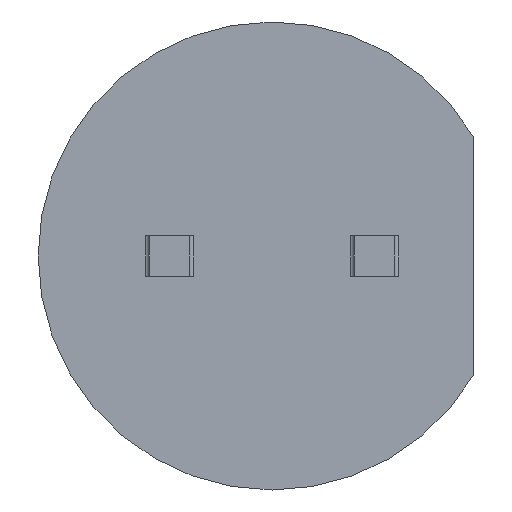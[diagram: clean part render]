
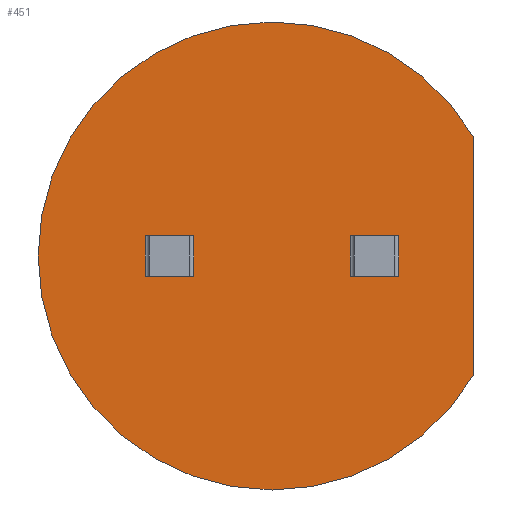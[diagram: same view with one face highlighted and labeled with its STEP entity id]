
A CAD part, front view. The second image highlights one B-rep face of the part: STEP entity #451.
In plain terms, the highlighted planar face has unit normal (0, -1, 0).
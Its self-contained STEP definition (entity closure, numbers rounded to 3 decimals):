
#15 = AXIS2_PLACEMENT_3D ( 'NONE', #67, #86, #548 ) ;
#18 = AXIS2_PLACEMENT_3D ( 'NONE', #1000, #186, #335 ) ;
#23 = DIRECTION ( 'NONE',  ( 0., 0., 1. ) ) ;
#28 = CARTESIAN_POINT ( 'NONE',  ( 2.5, 0., 1.47 ) ) ;
#31 = ORIENTED_EDGE ( 'NONE', *, *, #859, .F. ) ;
#54 = DIRECTION ( 'NONE',  ( 0., 0., -1. ) ) ;
#58 = VECTOR ( 'NONE', #751, 1000. ) ;
#67 = CARTESIAN_POINT ( 'NONE',  ( 0., 0., 0. ) ) ;
#86 = DIRECTION ( 'NONE',  ( 0., -1., 0. ) ) ;
#97 = CARTESIAN_POINT ( 'NONE',  ( 0., 0., 0. ) ) ;
#110 = DIRECTION ( 'NONE',  ( 0., 0., 1. ) ) ;
#115 = DIRECTION ( 'NONE',  ( 1., 0., 0. ) ) ;
#160 = ORIENTED_EDGE ( 'NONE', *, *, #524, .F. ) ;
#168 = EDGE_LOOP ( 'NONE', ( #961, #160, #772, #31 ) ) ;
#172 = ORIENTED_EDGE ( 'NONE', *, *, #505, .F. ) ;
#176 = EDGE_CURVE ( 'NONE', #1147, #1003, #662, .T. ) ;
#186 = DIRECTION ( 'NONE',  ( 0., 1., 0. ) ) ;
#188 = EDGE_LOOP ( 'NONE', ( #407, #212, #172, #819 ) ) ;
#193 = EDGE_CURVE ( 'NONE', #248, #1022, #681, .T. ) ;
#212 = ORIENTED_EDGE ( 'NONE', *, *, #933, .F. ) ;
#227 = ORIENTED_EDGE ( 'NONE', *, *, #549, .F. ) ;
#234 = VERTEX_POINT ( 'NONE', #1085 ) ;
#248 = VERTEX_POINT ( 'NONE', #709 ) ;
#274 = LINE ( 'NONE', #922, #1060 ) ;
#287 = PLANE ( 'NONE',  #15 ) ;
#292 = CARTESIAN_POINT ( 'NONE',  ( 1.02, 0., 0.25 ) ) ;
#310 = CARTESIAN_POINT ( 'NONE',  ( 2.5, 0., -1.47 ) ) ;
#324 = VERTEX_POINT ( 'NONE', #755 ) ;
#329 = VECTOR ( 'NONE', #115, 1000. ) ;
#330 = VECTOR ( 'NONE', #677, 1000. ) ;
#334 = DIRECTION ( 'NONE',  ( 0., 0., 1. ) ) ;
#335 = DIRECTION ( 'NONE',  ( 0., 0., 1. ) ) ;
#345 = VECTOR ( 'NONE', #110, 1000. ) ;
#348 = CARTESIAN_POINT ( 'NONE',  ( 1.02, 0., -0.25 ) ) ;
#357 = CIRCLE ( 'NONE', #928, 2.9 ) ;
#385 = CARTESIAN_POINT ( 'NONE',  ( -1.02, 0., 0.25 ) ) ;
#391 = VERTEX_POINT ( 'NONE', #785 ) ;
#403 = EDGE_LOOP ( 'NONE', ( #809, #227, #1041, #644 ) ) ;
#407 = ORIENTED_EDGE ( 'NONE', *, *, #176, .T. ) ;
#447 = CIRCLE ( 'NONE', #18, 2.9 ) ;
#451 = ADVANCED_FACE ( 'NONE', ( #1054, #664, #1056 ), #287, .T. ) ;
#456 = EDGE_CURVE ( 'NONE', #719, #324, #274, .T. ) ;
#457 = DIRECTION ( 'NONE',  ( 0., 0., 1. ) ) ;
#471 = AXIS2_PLACEMENT_3D ( 'NONE', #97, #890, #23 ) ;
#478 = CARTESIAN_POINT ( 'NONE',  ( 1.52, 0., 0.25 ) ) ;
#481 = CARTESIAN_POINT ( 'NONE',  ( 0., 0., 0. ) ) ;
#485 = CARTESIAN_POINT ( 'NONE',  ( -1.02, 0., -0.25 ) ) ;
#505 = EDGE_CURVE ( 'NONE', #1027, #976, #357, .T. ) ;
#506 = EDGE_CURVE ( 'NONE', #1147, #1027, #1152, .T. ) ;
#524 = EDGE_CURVE ( 'NONE', #1022, #234, #689, .T. ) ;
#535 = DIRECTION ( 'NONE',  ( 0., 1., 0. ) ) ;
#538 = EDGE_CURVE ( 'NONE', #620, #391, #1112, .T. ) ;
#548 = DIRECTION ( 'NONE',  ( 0., 0., -1. ) ) ;
#549 = EDGE_CURVE ( 'NONE', #324, #620, #724, .T. ) ;
#566 = CARTESIAN_POINT ( 'NONE',  ( 0., 0., 2.9 ) ) ;
#607 = CARTESIAN_POINT ( 'NONE',  ( -1.02, 0., 0.25 ) ) ;
#618 = DIRECTION ( 'NONE',  ( -1., 0., 0. ) ) ;
#620 = VERTEX_POINT ( 'NONE', #478 ) ;
#629 = CARTESIAN_POINT ( 'NONE',  ( -1.52, 0., -0.25 ) ) ;
#644 = ORIENTED_EDGE ( 'NONE', *, *, #1130, .F. ) ;
#662 = LINE ( 'NONE', #310, #678 ) ;
#664 = FACE_BOUND ( 'NONE', #168, .T. ) ;
#677 = DIRECTION ( 'NONE',  ( -1., 0., 0. ) ) ;
#678 = VECTOR ( 'NONE', #457, 1000. ) ;
#681 = LINE ( 'NONE', #937, #692 ) ;
#689 = LINE ( 'NONE', #607, #700 ) ;
#692 = VECTOR ( 'NONE', #1035, 1000. ) ;
#700 = VECTOR ( 'NONE', #618, 1000. ) ;
#709 = CARTESIAN_POINT ( 'NONE',  ( -1.02, 0., -0.25 ) ) ;
#719 = VERTEX_POINT ( 'NONE', #348 ) ;
#724 = LINE ( 'NONE', #846, #345 ) ;
#751 = DIRECTION ( 'NONE',  ( 0., 0., -1. ) ) ;
#755 = CARTESIAN_POINT ( 'NONE',  ( 1.52, 0., -0.25 ) ) ;
#763 = CARTESIAN_POINT ( 'NONE',  ( -1.52, 0., 0.25 ) ) ;
#766 = VERTEX_POINT ( 'NONE', #629 ) ;
#772 = ORIENTED_EDGE ( 'NONE', *, *, #193, .F. ) ;
#785 = CARTESIAN_POINT ( 'NONE',  ( 1.02, 0., 0.25 ) ) ;
#790 = LINE ( 'NONE', #485, #329 ) ;
#809 = ORIENTED_EDGE ( 'NONE', *, *, #538, .F. ) ;
#819 = ORIENTED_EDGE ( 'NONE', *, *, #506, .F. ) ;
#822 = VECTOR ( 'NONE', #54, 1000. ) ;
#838 = LINE ( 'NONE', #763, #58 ) ;
#845 = LINE ( 'NONE', #292, #822 ) ;
#846 = CARTESIAN_POINT ( 'NONE',  ( 1.52, 0., 0.25 ) ) ;
#859 = EDGE_CURVE ( 'NONE', #766, #248, #790, .T. ) ;
#890 = DIRECTION ( 'NONE',  ( 0., 1., 0. ) ) ;
#894 = EDGE_CURVE ( 'NONE', #234, #766, #838, .T. ) ;
#922 = CARTESIAN_POINT ( 'NONE',  ( 1.02, 0., -0.25 ) ) ;
#928 = AXIS2_PLACEMENT_3D ( 'NONE', #481, #535, #334 ) ;
#933 = EDGE_CURVE ( 'NONE', #976, #1003, #447, .T. ) ;
#937 = CARTESIAN_POINT ( 'NONE',  ( -1.02, 0., 0.25 ) ) ;
#961 = ORIENTED_EDGE ( 'NONE', *, *, #894, .F. ) ;
#970 = CARTESIAN_POINT ( 'NONE',  ( 1.02, 0., 0.25 ) ) ;
#976 = VERTEX_POINT ( 'NONE', #566 ) ;
#1000 = CARTESIAN_POINT ( 'NONE',  ( 0., 0., 0. ) ) ;
#1003 = VERTEX_POINT ( 'NONE', #28 ) ;
#1022 = VERTEX_POINT ( 'NONE', #385 ) ;
#1024 = DIRECTION ( 'NONE',  ( 1., 0., 0. ) ) ;
#1027 = VERTEX_POINT ( 'NONE', #1037 ) ;
#1035 = DIRECTION ( 'NONE',  ( 0., 0., 1. ) ) ;
#1037 = CARTESIAN_POINT ( 'NONE',  ( 0., 0., -2.9 ) ) ;
#1041 = ORIENTED_EDGE ( 'NONE', *, *, #456, .F. ) ;
#1054 = FACE_OUTER_BOUND ( 'NONE', #188, .T. ) ;
#1056 = FACE_BOUND ( 'NONE', #403, .T. ) ;
#1060 = VECTOR ( 'NONE', #1024, 1000. ) ;
#1085 = CARTESIAN_POINT ( 'NONE',  ( -1.52, 0., 0.25 ) ) ;
#1111 = CARTESIAN_POINT ( 'NONE',  ( 2.5, 0., -1.47 ) ) ;
#1112 = LINE ( 'NONE', #970, #330 ) ;
#1130 = EDGE_CURVE ( 'NONE', #391, #719, #845, .T. ) ;
#1147 = VERTEX_POINT ( 'NONE', #1111 ) ;
#1152 = CIRCLE ( 'NONE', #471, 2.9 ) ;
